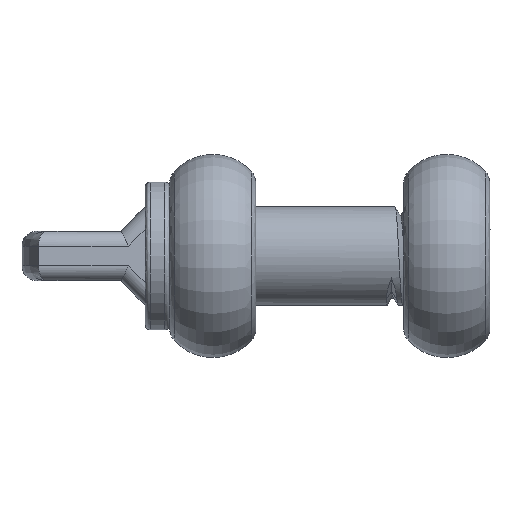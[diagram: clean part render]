
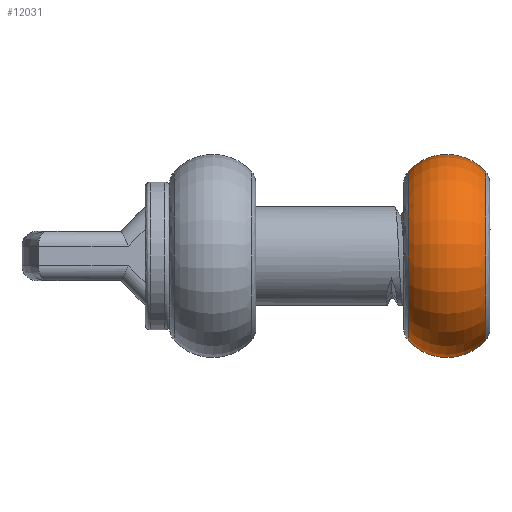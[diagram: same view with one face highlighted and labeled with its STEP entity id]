
A CAD part, front view. The second image highlights one B-rep face of the part: STEP entity #12031.
In plain terms, the highlighted toroidal (fillet/blend) face has major radius 4.05 mm and minor radius 4.2 mm.
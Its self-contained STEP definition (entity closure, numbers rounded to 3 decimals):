
#6377 = DIRECTION ( 'NONE',  ( 0., 0., -1. ) ) ;
#6378 = DIRECTION ( 'NONE',  ( -1., 0., 0. ) ) ;
#6379 = CARTESIAN_POINT ( 'NONE',  ( 12.65, 0., 0. ) ) ;
#6380 = AXIS2_PLACEMENT_3D ( 'NONE', #6379, #6378, #6377 ) ;
#6381 = CIRCLE ( 'NONE', #6380, 6.828 ) ;
#6383 = CARTESIAN_POINT ( 'NONE',  ( 12.65, 0., -6.828 ) ) ;
#6384 = DIRECTION ( 'NONE',  ( 0., 0., -1. ) ) ;
#6385 = DIRECTION ( 'NONE',  ( 0., -1., 0. ) ) ;
#6386 = CARTESIAN_POINT ( 'NONE',  ( 9.5, 0., -4.05 ) ) ;
#6387 = AXIS2_PLACEMENT_3D ( 'NONE', #6386, #6385, #6384 ) ;
#6388 = CIRCLE ( 'NONE', #6387, 4.2 ) ;
#6482 = DIRECTION ( 'NONE',  ( 1., 0., 0. ) ) ;
#6513 = DIRECTION ( 'NONE',  ( 1., 0., 0. ) ) ;
#6514 = CARTESIAN_POINT ( 'NONE',  ( 6.35, 0., 0. ) ) ;
#6515 = AXIS2_PLACEMENT_3D ( 'NONE', #6514, #6513, #6582 ) ;
#6516 = DIRECTION ( 'NONE',  ( 0., 0., -1. ) ) ;
#6517 = AXIS2_PLACEMENT_3D ( 'NONE', #6663, #6482, #6516 ) ;
#6518 = CIRCLE ( 'NONE', #6515, 6.828 ) ;
#6519 = FACE_OUTER_BOUND ( 'NONE', #12032, .T. ) ;
#6581 = CARTESIAN_POINT ( 'NONE',  ( 6.35, 0., -6.828 ) ) ;
#6582 = DIRECTION ( 'NONE',  ( 0., 0., -1. ) ) ;
#6647 = CARTESIAN_POINT ( 'NONE',  ( 6.35, 0., 6.828 ) ) ;
#6663 = CARTESIAN_POINT ( 'NONE',  ( 9.5, 0., 0. ) ) ;
#6664 = TOROIDAL_SURFACE ( 'NONE', #6517, 4.05, 4.2 ) ;
#6673 = CARTESIAN_POINT ( 'NONE',  ( 12.65, 0., 6.828 ) ) ;
#6674 = DIRECTION ( 'NONE',  ( 0., 0., 1. ) ) ;
#6675 = DIRECTION ( 'NONE',  ( 0., 1., 0. ) ) ;
#6676 = CARTESIAN_POINT ( 'NONE',  ( 9.5, 0., 4.05 ) ) ;
#6677 = AXIS2_PLACEMENT_3D ( 'NONE', #6676, #6675, #6674 ) ;
#6678 = CIRCLE ( 'NONE', #6677, 4.2 ) ;
#11980 = EDGE_CURVE ( 'NONE', #12036, #11981, #6388, .T. ) ;
#11981 = VERTEX_POINT ( 'NONE', #6383 ) ;
#11982 = ORIENTED_EDGE ( 'NONE', *, *, #11983, .T. ) ;
#11983 = EDGE_CURVE ( 'NONE', #11981, #12022, #6381, .T. ) ;
#12019 = VERTEX_POINT ( 'NONE', #6647 ) ;
#12021 = EDGE_CURVE ( 'NONE', #12019, #12022, #6678, .T. ) ;
#12022 = VERTEX_POINT ( 'NONE', #6673 ) ;
#12031 = ADVANCED_FACE ( 'NONE', ( #6519 ), #6664, .T. ) ;
#12032 = EDGE_LOOP ( 'NONE', ( #12033, #12034, #12037, #11982 ) ) ;
#12033 = ORIENTED_EDGE ( 'NONE', *, *, #12021, .F. ) ;
#12034 = ORIENTED_EDGE ( 'NONE', *, *, #12035, .T. ) ;
#12035 = EDGE_CURVE ( 'NONE', #12019, #12036, #6518, .T. ) ;
#12036 = VERTEX_POINT ( 'NONE', #6581 ) ;
#12037 = ORIENTED_EDGE ( 'NONE', *, *, #11980, .T. ) ;
